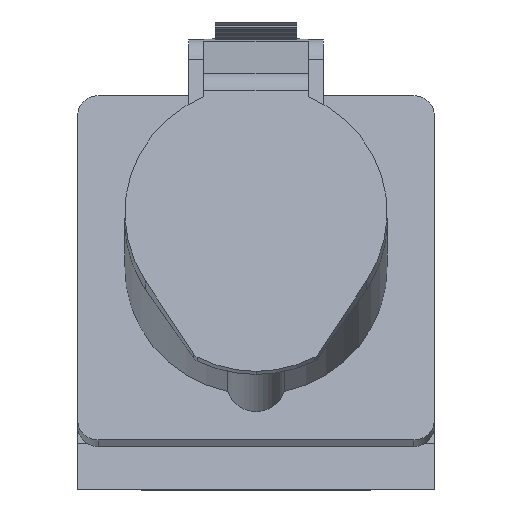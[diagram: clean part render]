
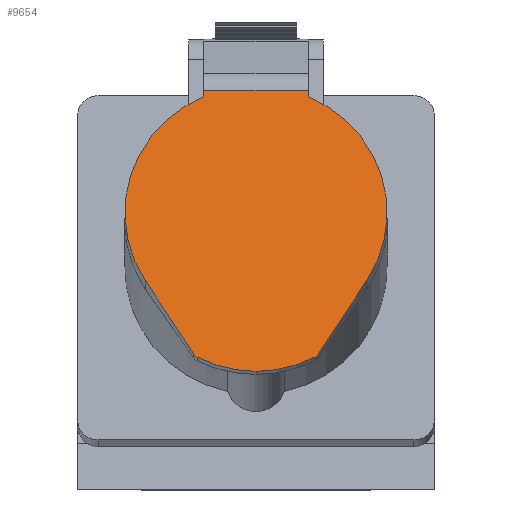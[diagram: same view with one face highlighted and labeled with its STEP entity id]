
A CAD part, top view. The second image highlights one B-rep face of the part: STEP entity #9654.
In plain terms, the highlighted planar face has unit normal (0, 0.259, 0.966).
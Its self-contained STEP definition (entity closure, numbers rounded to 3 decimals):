
#284 = CARTESIAN_POINT ( 'NONE',  ( 10.25, 79.1, 112.445 ) ) ;
#417 = ORIENTED_EDGE ( 'NONE', *, *, #15247, .T. ) ;
#592 = VERTEX_POINT ( 'NONE', #2791 ) ;
#681 = VERTEX_POINT ( 'NONE', #4145 ) ;
#1510 = DIRECTION ( 'NONE',  ( 0., 0.259, 0.966 ) ) ;
#1945 = ORIENTED_EDGE ( 'NONE', *, *, #15227, .T. ) ;
#2314 = ORIENTED_EDGE ( 'NONE', *, *, #15202, .F. ) ;
#2727 = DIRECTION ( 'NONE',  ( 0., 0.259, 0.966 ) ) ;
#2791 = CARTESIAN_POINT ( 'NONE',  ( -21.717, 40.864, 122.691 ) ) ;
#2840 = DIRECTION ( 'NONE',  ( 0., -0.966, 0.259 ) ) ;
#3124 = PLANE ( 'NONE',  #8562 ) ;
#3549 = VERTEX_POINT ( 'NONE', #12980 ) ;
#3782 = VERTEX_POINT ( 'NONE', #4948 ) ;
#4028 = DIRECTION ( 'NONE',  ( 0., -0.966, 0.259 ) ) ;
#4145 = CARTESIAN_POINT ( 'NONE',  ( 21.717, 40.864, 122.691 ) ) ;
#4222 = EDGE_LOOP ( 'NONE', ( #10847, #10225, #9138, #14010, #14184, #13505, #9445, #2314, #1945, #417, #15644 ) ) ;
#4349 = DIRECTION ( 'NONE',  ( 0., 0.259, 0.966 ) ) ;
#4367 = DIRECTION ( 'NONE',  ( 0., 0.259, 0.966 ) ) ;
#4580 = CARTESIAN_POINT ( 'NONE',  ( 10.25, 78.282, 112.665 ) ) ;
#4644 = DIRECTION ( 'NONE',  ( 0., 0.259, 0.966 ) ) ;
#4948 = CARTESIAN_POINT ( 'NONE',  ( 0., 23.077, 127.457 ) ) ;
#5014 = AXIS2_PLACEMENT_3D ( 'NONE', #8904, #1510, #10153 ) ;
#5281 = CARTESIAN_POINT ( 'NONE',  ( -10.25, 78.282, 112.665 ) ) ;
#5436 = AXIS2_PLACEMENT_3D ( 'NONE', #11967, #4644, #13204 ) ;
#5631 = VERTEX_POINT ( 'NONE', #8265 ) ;
#5799 = DIRECTION ( 'NONE',  ( 0., 0.259, 0.966 ) ) ;
#6367 = CARTESIAN_POINT ( 'NONE',  ( -10.587, 27.583, 126.249 ) ) ;
#6529 = DIRECTION ( 'NONE',  ( -1., 0., 0. ) ) ;
#6571 = CARTESIAN_POINT ( 'NONE',  ( -12.274, 26.545, 126.528 ) ) ;
#7576 = DIRECTION ( 'NONE',  ( 0., -0.966, 0.259 ) ) ;
#7800 = VERTEX_POINT ( 'NONE', #11144 ) ;
#7984 = VERTEX_POINT ( 'NONE', #6571 ) ;
#8045 = VERTEX_POINT ( 'NONE', #9169 ) ;
#8265 = CARTESIAN_POINT ( 'NONE',  ( 12.274, 26.545, 126.528 ) ) ;
#8317 = LINE ( 'NONE', #11570, #8489 ) ;
#8443 = VECTOR ( 'NONE', #6529, 1000. ) ;
#8489 = VECTOR ( 'NONE', #2840, 1000. ) ;
#8562 = AXIS2_PLACEMENT_3D ( 'NONE', #10483, #4349, #12892 ) ;
#8614 = LINE ( 'NONE', #5281, #8443 ) ;
#8644 = VECTOR ( 'NONE', #4028, 1000. ) ;
#8676 = VECTOR ( 'NONE', #11369, 1000. ) ;
#8690 = LINE ( 'NONE', #12465, #8676 ) ;
#8728 = VERTEX_POINT ( 'NONE', #10777 ) ;
#8802 = LINE ( 'NONE', #284, #8644 ) ;
#8805 = VERTEX_POINT ( 'NONE', #13322 ) ;
#8816 = CIRCLE ( 'NONE', #5014, 2. ) ;
#8870 = CIRCLE ( 'NONE', #12221, 24.356 ) ;
#8904 = CARTESIAN_POINT ( 'NONE',  ( 10.587, 27.583, 126.249 ) ) ;
#9006 = CIRCLE ( 'NONE', #12915, 2. ) ;
#9057 = VECTOR ( 'NONE', #13605, 1000. ) ;
#9090 = LINE ( 'NONE', #9934, #9057 ) ;
#9138 = ORIENTED_EDGE ( 'NONE', *, *, #14211, .T. ) ;
#9169 = CARTESIAN_POINT ( 'NONE',  ( -10.25, 77.045, 112.996 ) ) ;
#9445 = ORIENTED_EDGE ( 'NONE', *, *, #14675, .T. ) ;
#9654 = ADVANCED_FACE ( 'NONE', ( #13158 ), #3124, .T. ) ;
#9934 = CARTESIAN_POINT ( 'NONE',  ( -21.717, 40.864, 122.691 ) ) ;
#10095 = CARTESIAN_POINT ( 'NONE',  ( 0., 46.602, 121.153 ) ) ;
#10153 = DIRECTION ( 'NONE',  ( 0., -0.966, 0.259 ) ) ;
#10225 = ORIENTED_EDGE ( 'NONE', *, *, #15121, .T. ) ;
#10456 = CIRCLE ( 'NONE', #12418, 25.75 ) ;
#10483 = CARTESIAN_POINT ( 'NONE',  ( 0., 33.41, 124.688 ) ) ;
#10640 = CIRCLE ( 'NONE', #14069, 25.75 ) ;
#10777 = CARTESIAN_POINT ( 'NONE',  ( -10.25, 78.282, 112.665 ) ) ;
#10847 = ORIENTED_EDGE ( 'NONE', *, *, #15076, .T. ) ;
#11144 = CARTESIAN_POINT ( 'NONE',  ( 11.534, 25.882, 126.705 ) ) ;
#11317 = DIRECTION ( 'NONE',  ( 0., -0.966, 0.259 ) ) ;
#11369 = DIRECTION ( 'NONE',  ( 0.537, 0.815, -0.218 ) ) ;
#11570 = CARTESIAN_POINT ( 'NONE',  ( -10.25, 79.1, 112.445 ) ) ;
#11682 = CARTESIAN_POINT ( 'NONE',  ( 0., 54.228, 119.11 ) ) ;
#11967 = CARTESIAN_POINT ( 'NONE',  ( 0., 46.602, 121.153 ) ) ;
#12221 = AXIS2_PLACEMENT_3D ( 'NONE', #10095, #2727, #11317 ) ;
#12418 = AXIS2_PLACEMENT_3D ( 'NONE', #13127, #5799, #14375 ) ;
#12465 = CARTESIAN_POINT ( 'NONE',  ( 12., 26.13, 126.639 ) ) ;
#12492 = VERTEX_POINT ( 'NONE', #4580 ) ;
#12649 = CIRCLE ( 'NONE', #5436, 24.356 ) ;
#12892 = DIRECTION ( 'NONE',  ( 0., -0.966, 0.259 ) ) ;
#12906 = DIRECTION ( 'NONE',  ( 0., -0.966, 0.259 ) ) ;
#12915 = AXIS2_PLACEMENT_3D ( 'NONE', #6367, #14944, #7576 ) ;
#12980 = CARTESIAN_POINT ( 'NONE',  ( -11.534, 25.882, 126.705 ) ) ;
#13127 = CARTESIAN_POINT ( 'NONE',  ( 0., 54.228, 119.11 ) ) ;
#13158 = FACE_OUTER_BOUND ( 'NONE', #4222, .T. ) ;
#13204 = DIRECTION ( 'NONE',  ( 0., -0.966, 0.259 ) ) ;
#13322 = CARTESIAN_POINT ( 'NONE',  ( 10.25, 77.045, 112.996 ) ) ;
#13505 = ORIENTED_EDGE ( 'NONE', *, *, #15179, .T. ) ;
#13605 = DIRECTION ( 'NONE',  ( 0.537, -0.815, 0.218 ) ) ;
#14010 = ORIENTED_EDGE ( 'NONE', *, *, #15125, .T. ) ;
#14069 = AXIS2_PLACEMENT_3D ( 'NONE', #11682, #4367, #12906 ) ;
#14184 = ORIENTED_EDGE ( 'NONE', *, *, #15177, .T. ) ;
#14211 = EDGE_CURVE ( 'NONE', #3549, #3782, #12649, .T. ) ;
#14375 = DIRECTION ( 'NONE',  ( 0., -0.966, 0.259 ) ) ;
#14675 = EDGE_CURVE ( 'NONE', #681, #8805, #10640, .T. ) ;
#14790 = EDGE_CURVE ( 'NONE', #8045, #592, #10456, .T. ) ;
#14944 = DIRECTION ( 'NONE',  ( 0., 0.259, 0.966 ) ) ;
#15076 = EDGE_CURVE ( 'NONE', #592, #7984, #9090, .T. ) ;
#15121 = EDGE_CURVE ( 'NONE', #7984, #3549, #9006, .T. ) ;
#15125 = EDGE_CURVE ( 'NONE', #3782, #7800, #8870, .T. ) ;
#15177 = EDGE_CURVE ( 'NONE', #7800, #5631, #8816, .T. ) ;
#15179 = EDGE_CURVE ( 'NONE', #5631, #681, #8690, .T. ) ;
#15202 = EDGE_CURVE ( 'NONE', #12492, #8805, #8802, .T. ) ;
#15227 = EDGE_CURVE ( 'NONE', #12492, #8728, #8614, .T. ) ;
#15247 = EDGE_CURVE ( 'NONE', #8728, #8045, #8317, .T. ) ;
#15644 = ORIENTED_EDGE ( 'NONE', *, *, #14790, .T. ) ;
